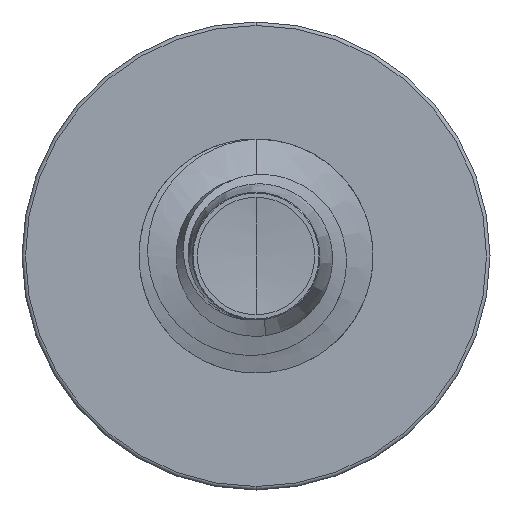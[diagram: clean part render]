
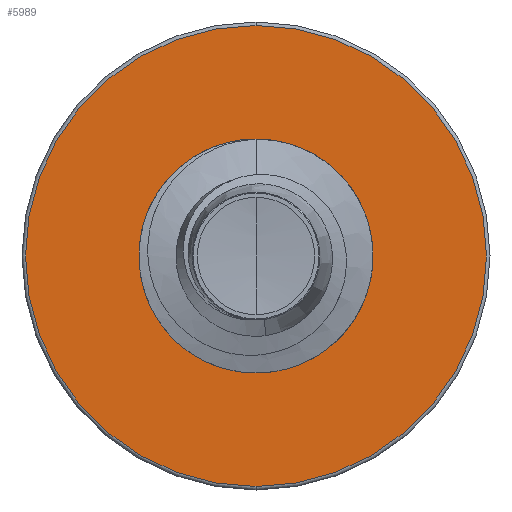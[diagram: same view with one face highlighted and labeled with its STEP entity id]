
A CAD part, front view. The second image highlights one B-rep face of the part: STEP entity #5989.
In plain terms, the highlighted planar face has unit normal (0, -1, 0).
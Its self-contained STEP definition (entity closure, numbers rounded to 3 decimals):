
#358 = VERTEX_POINT ( 'NONE', #6355 ) ;
#703 = CIRCLE ( 'NONE', #4491, 3.94 ) ;
#1249 = EDGE_CURVE ( 'NONE', #358, #4642, #5043, .T. ) ;
#1268 = AXIS2_PLACEMENT_3D ( 'NONE', #7944, #3741, #8629 ) ;
#1306 = ORIENTED_EDGE ( 'NONE', *, *, #3821, .F. ) ;
#1320 = AXIS2_PLACEMENT_3D ( 'NONE', #7582, #3366, #8279 ) ;
#1395 = ORIENTED_EDGE ( 'NONE', *, *, #5072, .F. ) ;
#1684 = CARTESIAN_POINT ( 'NONE',  ( 0., 5., 3.94 ) ) ;
#1734 = CARTESIAN_POINT ( 'NONE',  ( 0., 5., 0. ) ) ;
#1892 = VERTEX_POINT ( 'NONE', #1684 ) ;
#1991 = DIRECTION ( 'NONE',  ( 0., 1., 0. ) ) ;
#2446 = DIRECTION ( 'NONE',  ( 0., 0., 1. ) ) ;
#2488 = VERTEX_POINT ( 'NONE', #7268 ) ;
#3366 = DIRECTION ( 'NONE',  ( 0., 1., 0. ) ) ;
#3741 = DIRECTION ( 'NONE',  ( 0., 1., 0. ) ) ;
#3821 = EDGE_CURVE ( 'NONE', #1892, #2488, #3943, .T. ) ;
#3943 = CIRCLE ( 'NONE', #1320, 3.94 ) ;
#4158 = ORIENTED_EDGE ( 'NONE', *, *, #1249, .T. ) ;
#4229 = EDGE_LOOP ( 'NONE', ( #1306, #1395 ) ) ;
#4342 = ORIENTED_EDGE ( 'NONE', *, *, #6664, .T. ) ;
#4385 = CARTESIAN_POINT ( 'NONE',  ( 0., 5., -1.989 ) ) ;
#4491 = AXIS2_PLACEMENT_3D ( 'NONE', #1734, #6690, #2446 ) ;
#4557 = DIRECTION ( 'NONE',  ( 0., 0., 1. ) ) ;
#4642 = VERTEX_POINT ( 'NONE', #4385 ) ;
#5043 = CIRCLE ( 'NONE', #8009, 1.989 ) ;
#5072 = EDGE_CURVE ( 'NONE', #2488, #1892, #703, .T. ) ;
#5172 = DIRECTION ( 'NONE',  ( 0., 1., 0. ) ) ;
#5260 = AXIS2_PLACEMENT_3D ( 'NONE', #8727, #5172, #4557 ) ;
#5579 = CIRCLE ( 'NONE', #1268, 1.989 ) ;
#5989 = ADVANCED_FACE ( 'NONE', ( #6910, #8750 ), #8042, .F. ) ;
#6249 = CARTESIAN_POINT ( 'NONE',  ( 0., 5., 0. ) ) ;
#6355 = CARTESIAN_POINT ( 'NONE',  ( 0., 5., 1.989 ) ) ;
#6664 = EDGE_CURVE ( 'NONE', #4642, #358, #5579, .T. ) ;
#6690 = DIRECTION ( 'NONE',  ( 0., 1., 0. ) ) ;
#6910 = FACE_OUTER_BOUND ( 'NONE', #4229, .T. ) ;
#6947 = DIRECTION ( 'NONE',  ( 0., 0., 1. ) ) ;
#7268 = CARTESIAN_POINT ( 'NONE',  ( 0., 5., -3.94 ) ) ;
#7582 = CARTESIAN_POINT ( 'NONE',  ( 0., 5., 0. ) ) ;
#7699 = EDGE_LOOP ( 'NONE', ( #4158, #4342 ) ) ;
#7944 = CARTESIAN_POINT ( 'NONE',  ( 0., 5., 0. ) ) ;
#8009 = AXIS2_PLACEMENT_3D ( 'NONE', #6249, #1991, #6947 ) ;
#8042 = PLANE ( 'NONE',  #5260 ) ;
#8279 = DIRECTION ( 'NONE',  ( 0., 0., 1. ) ) ;
#8629 = DIRECTION ( 'NONE',  ( 0., 0., 1. ) ) ;
#8727 = CARTESIAN_POINT ( 'NONE',  ( 0., 5., -1.989 ) ) ;
#8750 = FACE_BOUND ( 'NONE', #7699, .T. ) ;
